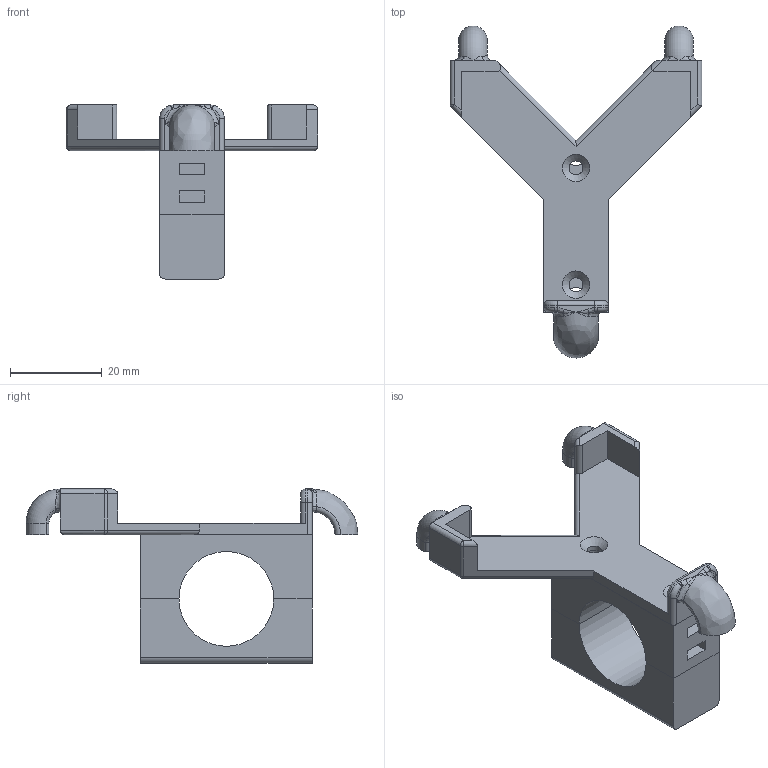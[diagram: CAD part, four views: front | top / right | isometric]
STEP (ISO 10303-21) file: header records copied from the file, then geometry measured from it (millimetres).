
FILE_DESCRIPTION(/* description */ (''),/* implementation_level */ '2;1');
FILE_NAME(/* name */ 'skeleton v10.step',/* time_stamp */ '2020-12-08T19:34:02-08:00',/* author */ (''),/* organization */ (''),/* preprocessor_version */ 'ST-DEVELOPER v18.1',/* originating_system */ 'Autodesk Translation Framework v9.3.0.1241',/* authorisation */ '');
FILE_SCHEMA (('AUTOMOTIVE_DESIGN { 1 0 10303 214 3 1 1 }'));
Length unit declared in the file: millimetre
Products named in the file (3): skeleton; Bracket; Mount
Assembly tree (2 placements, depth 2):
  skeleton
    Bracket
    Mount
Bounding box: 55 x 72.49 x 38 mm (x, y, z)
Volume: 13876.4 mm3; surface area: 10255 mm2
Topology: 3 solids, 3 shells, 167 faces, 414 edges, 253 vertices
Faces by surface type: plane 70, cylinder 54, bspline 25, torus 12, cone 4, sphere 2
Full cylindrical faces by diameter (mm): 3.05 x12, 6.5 x2
Entity records: 5839 total; most frequent: CARTESIAN_POINT 1859, ORIENTED_EDGE 812, DIRECTION 795, EDGE_CURVE 406, AXIS2_PLACEMENT_3D 290, VERTEX_POINT 253, LINE 215, VECTOR 215
